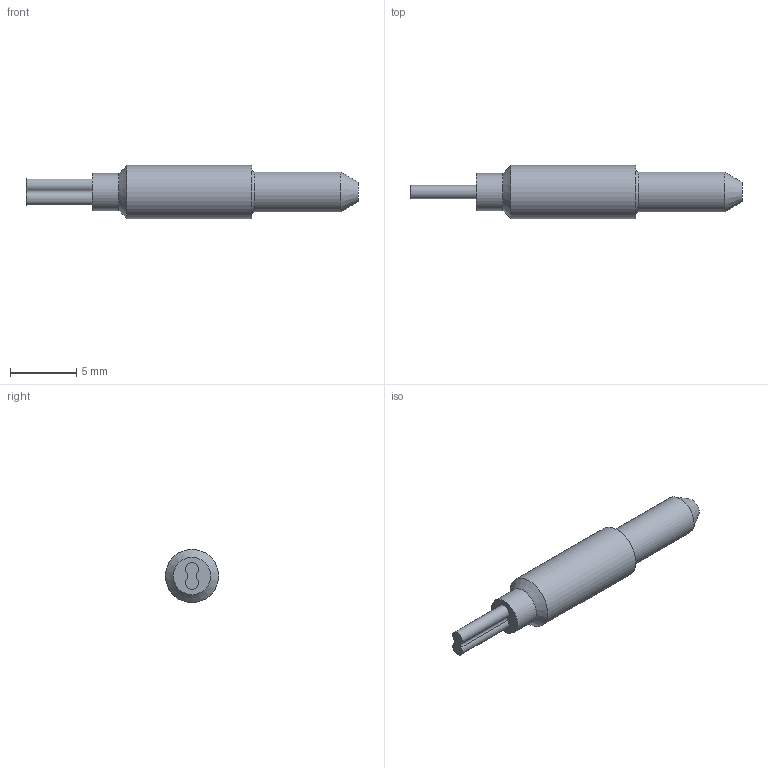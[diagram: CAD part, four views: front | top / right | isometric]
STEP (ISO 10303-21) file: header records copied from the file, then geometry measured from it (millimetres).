
FILE_DESCRIPTION(/* description */ (''),/* implementation_level */ '2;1');
FILE_NAME(/* name */ 'LT208956.stp',/* time_stamp */ '2016-10-06T14:36:05+02:00',/* author */ ('mitarbeiter'),/* organization */ (''),/* preprocessor_version */ 'ST-DEVELOPER v15.2',/* originating_system */ 'Autodesk Inventor 2014',/* authorisation */ '');
FILE_SCHEMA (('AUTOMOTIVE_DESIGN { 1 0 10303 214 3 1 1 }'));
Length unit declared in the file: millimetre
Products named in the file (1): LT208956
Bounding box: 25 x 4 x 4 mm (x, y, z)
Volume: 196.8 mm3; surface area: 257.8 mm2
Topology: 1 solids, 1 shells, 14 faces, 26 edges, 16 vertices
Faces by surface type: cylinder 7, plane 4, cone 2, torus 1
Full cylindrical faces by diameter (mm): 2.8 x1, 3 x1, 4 x1
Entity records: 371 total; most frequent: DIRECTION 66, CARTESIAN_POINT 51, ORIENTED_EDGE 40, AXIS2_PLACEMENT_3D 31, EDGE_LOOP 22, EDGE_CURVE 20, CIRCLE 16, VERTEX_POINT 16
